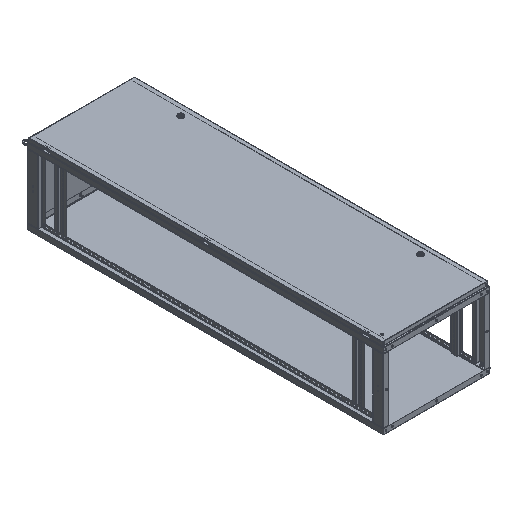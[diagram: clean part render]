
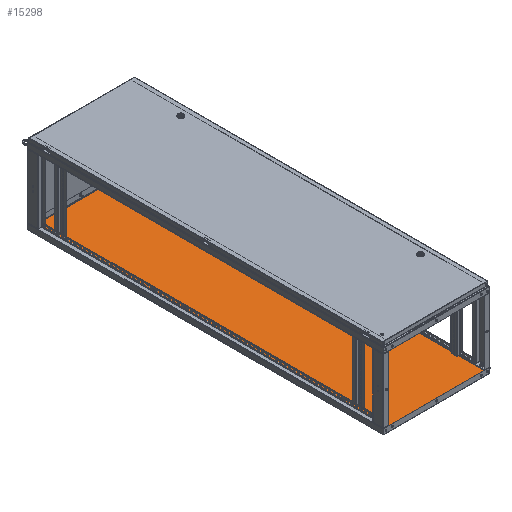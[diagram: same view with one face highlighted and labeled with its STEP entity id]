
A CAD part, isometric view. The second image highlights one B-rep face of the part: STEP entity #15298.
In plain terms, the highlighted face is planar.
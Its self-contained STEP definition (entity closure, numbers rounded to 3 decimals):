
#4742 = ORIENTED_EDGE ( 'NONE', *, *, #21791, .F. ) ;
#7892 = ORIENTED_EDGE ( 'NONE', *, *, #28721, .F. ) ;
#12372 = CARTESIAN_POINT ( 'NONE',  ( -598.823, 2., -1. ) ) ;
#13222 = CARTESIAN_POINT ( 'NONE',  ( -598., 1998., -1. ) ) ;
#13954 = VERTEX_POINT ( 'NONE', #26507 ) ;
#15298 = ADVANCED_FACE ( 'NONE', ( #46311 ), #30530, .F. ) ;
#20813 = VERTEX_POINT ( 'NONE', #13222 ) ;
#21791 = EDGE_CURVE ( 'NONE', #41232, #20813, #68461, .T. ) ;
#22644 = DIRECTION ( 'NONE',  ( -1., 0., 0. ) ) ;
#24537 = DIRECTION ( 'NONE',  ( 1., 0., 0. ) ) ;
#25106 = LINE ( 'NONE', #12372, #52961 ) ;
#25297 = DIRECTION ( 'NONE',  ( 0., 1., 0. ) ) ;
#26507 = CARTESIAN_POINT ( 'NONE',  ( -2., 2., -1. ) ) ;
#27403 = CARTESIAN_POINT ( 'NONE',  ( -598., 1998.823, -1. ) ) ;
#28721 = EDGE_CURVE ( 'NONE', #13954, #41232, #66582, .T. ) ;
#30530 = PLANE ( 'NONE',  #60970 ) ;
#30898 = CARTESIAN_POINT ( 'NONE',  ( -2., 1.177, -1. ) ) ;
#32675 = DIRECTION ( 'NONE',  ( 0., -1., 0. ) ) ;
#36597 = VECTOR ( 'NONE', #25297, 1000. ) ;
#41232 = VERTEX_POINT ( 'NONE', #60638 ) ;
#43059 = VECTOR ( 'NONE', #22644, 1000. ) ;
#45010 = CARTESIAN_POINT ( 'NONE',  ( -598., 2., -1. ) ) ;
#45307 = VECTOR ( 'NONE', #32675, 1000. ) ;
#46311 = FACE_OUTER_BOUND ( 'NONE', #49427, .T. ) ;
#49427 = EDGE_LOOP ( 'NONE', ( #53808, #71881, #4742, #7892 ) ) ;
#52692 = DIRECTION ( 'NONE',  ( 0., 0., 1. ) ) ;
#52961 = VECTOR ( 'NONE', #58189, 1000. ) ;
#53624 = VERTEX_POINT ( 'NONE', #45010 ) ;
#53808 = ORIENTED_EDGE ( 'NONE', *, *, #61318, .F. ) ;
#56337 = LINE ( 'NONE', #27403, #45307 ) ;
#58189 = DIRECTION ( 'NONE',  ( 1., 0., 0. ) ) ;
#58728 = CARTESIAN_POINT ( 'NONE',  ( 0., 0., -1. ) ) ;
#60638 = CARTESIAN_POINT ( 'NONE',  ( -2., 1998., -1. ) ) ;
#60970 = AXIS2_PLACEMENT_3D ( 'NONE', #58728, #52692, #24537 ) ;
#61318 = EDGE_CURVE ( 'NONE', #53624, #13954, #25106, .T. ) ;
#63554 = CARTESIAN_POINT ( 'NONE',  ( -1.177, 1998., -1. ) ) ;
#66582 = LINE ( 'NONE', #30898, #36597 ) ;
#68461 = LINE ( 'NONE', #63554, #43059 ) ;
#71105 = EDGE_CURVE ( 'NONE', #20813, #53624, #56337, .T. ) ;
#71881 = ORIENTED_EDGE ( 'NONE', *, *, #71105, .F. ) ;
